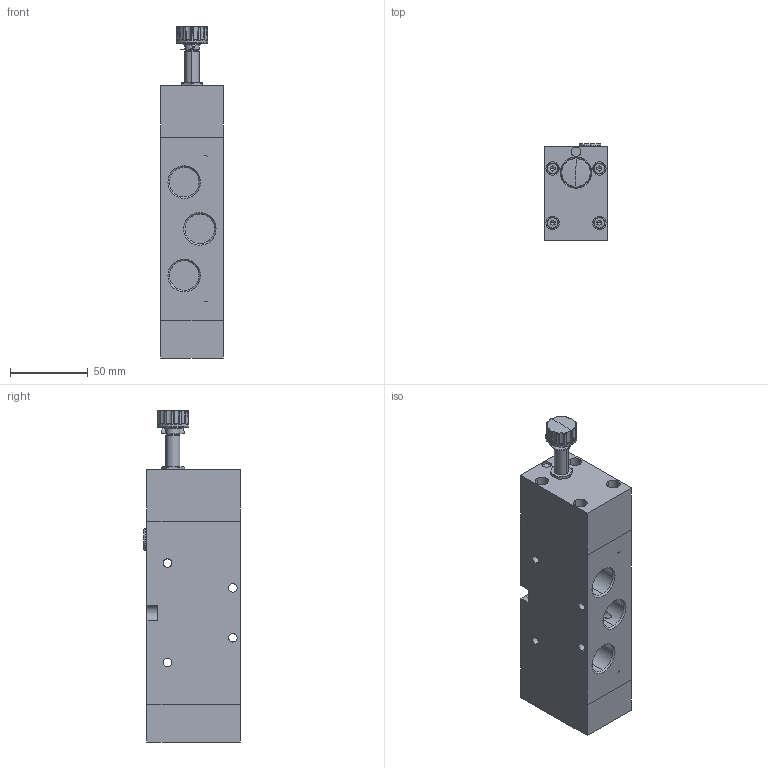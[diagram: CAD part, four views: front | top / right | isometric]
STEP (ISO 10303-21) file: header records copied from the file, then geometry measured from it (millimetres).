
FILE_DESCRIPTION (( 'STEP AP214' ), '1' );
FILE_NAME ('02_008_3.STEP', '2015-12-22T09:39:09', ( '' ), ( '' ), 'SwSTEP 2.0', 'SolidWorks 2016', '' );
FILE_SCHEMA (( 'AUTOMOTIVE_DESIGN' ));
Length unit declared in the file: millimetre
Products named in the file (1): 02_008_3
Bounding box: 40 x 62.08 x 213.4 mm (x, y, z)
Volume: 392268.1 mm3; surface area: 68427.1 mm2
Topology: 16 solids, 18 shells, 743 faces, 1809 edges, 1143 vertices
Faces by surface type: plane 342, cylinder 177, cone 140, torus 68, sphere 14, bspline 2
Entity records: 26266 total; most frequent: CARTESIAN_POINT 5035, DIRECTION 3634, ORIENTED_EDGE 3526, EDGE_CURVE 1763, AXIS2_PLACEMENT_3D 1414, VERTEX_POINT 1125, EDGE_LOOP 820, LINE 806
